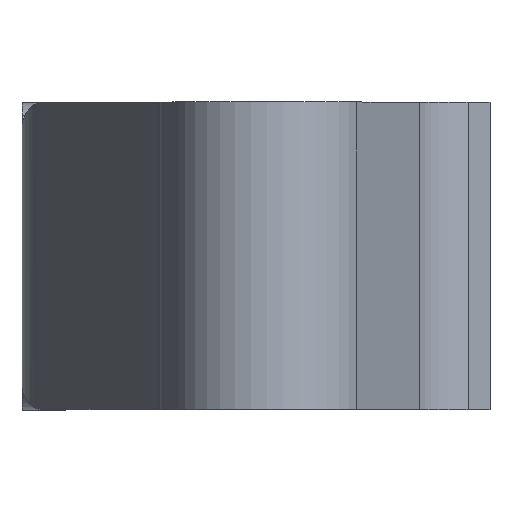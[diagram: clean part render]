
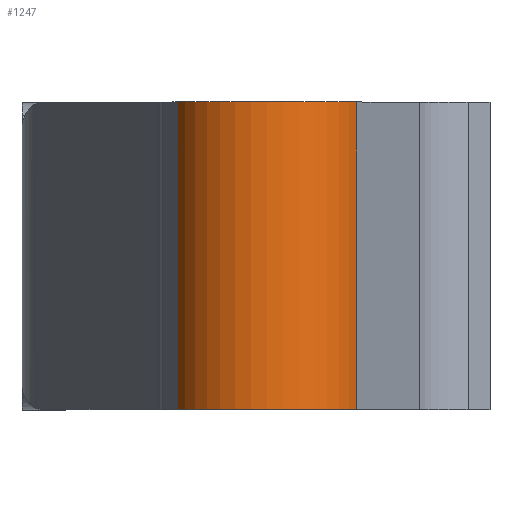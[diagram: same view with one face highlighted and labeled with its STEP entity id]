
A CAD part, top view. The second image highlights one B-rep face of the part: STEP entity #1247.
In plain terms, the highlighted cylindrical face has radius 13.5 mm (diameter 27 mm), a partial arc.
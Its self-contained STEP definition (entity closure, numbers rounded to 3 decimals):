
#112=CYLINDRICAL_SURFACE('',#1368,13.5);
#159=FACE_OUTER_BOUND('',#231,.T.);
#231=EDGE_LOOP('',(#1004,#1005,#1006,#1007));
#339=LINE('',#2014,#439);
#340=LINE('',#2015,#440);
#439=VECTOR('',#1636,10.);
#440=VECTOR('',#1637,10.);
#484=CIRCLE('',#1303,13.5);
#498=CIRCLE('',#1325,13.5);
#544=VERTEX_POINT('',#1813);
#545=VERTEX_POINT('',#1815);
#574=VERTEX_POINT('',#1886);
#575=VERTEX_POINT('',#1888);
#672=EDGE_CURVE('',#544,#545,#484,.T.);
#707=EDGE_CURVE('',#574,#575,#498,.T.);
#765=EDGE_CURVE('',#575,#544,#339,.T.);
#766=EDGE_CURVE('',#574,#545,#340,.T.);
#1004=ORIENTED_EDGE('',*,*,#672,.F.);
#1005=ORIENTED_EDGE('',*,*,#765,.F.);
#1006=ORIENTED_EDGE('',*,*,#707,.F.);
#1007=ORIENTED_EDGE('',*,*,#766,.T.);
#1247=ADVANCED_FACE('',(#159),#112,.T.);
#1303=AXIS2_PLACEMENT_3D('',#1816,#1453,#1454);
#1325=AXIS2_PLACEMENT_3D('',#1889,#1518,#1519);
#1368=AXIS2_PLACEMENT_3D('',#2013,#1634,#1635);
#1453=DIRECTION('center_axis',(0.,-1.,0.));
#1454=DIRECTION('ref_axis',(-1.,0.,0.));
#1518=DIRECTION('center_axis',(0.,1.,0.));
#1519=DIRECTION('ref_axis',(-1.,0.,0.));
#1634=DIRECTION('center_axis',(0.,-1.,0.));
#1635=DIRECTION('ref_axis',(-1.,0.,0.));
#1636=DIRECTION('',(0.,-1.,0.));
#1637=DIRECTION('',(0.,-1.,0.));
#1813=CARTESIAN_POINT('',(12.098,-29.18,84.393));
#1815=CARTESIAN_POINT('',(-12.495,-29.18,84.393));
#1816=CARTESIAN_POINT('Origin',(-0.198,-29.18,78.82));
#1886=CARTESIAN_POINT('',(-12.495,12.82,84.393));
#1888=CARTESIAN_POINT('',(12.098,12.82,84.393));
#1889=CARTESIAN_POINT('Origin',(-0.198,12.82,78.82));
#2013=CARTESIAN_POINT('Origin',(-0.198,12.82,78.82));
#2014=CARTESIAN_POINT('',(12.098,12.82,84.393));
#2015=CARTESIAN_POINT('',(-12.495,12.82,84.393));
